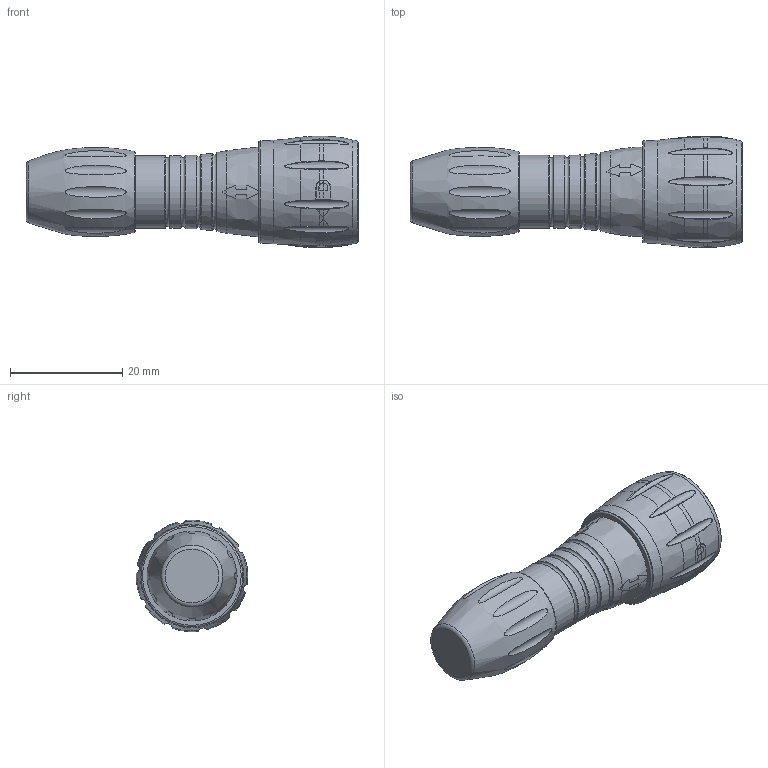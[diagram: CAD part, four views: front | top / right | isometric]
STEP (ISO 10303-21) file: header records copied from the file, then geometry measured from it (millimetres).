
FILE_DESCRIPTION(/* description */ (''),/* implementation_level */ '2;1');
FILE_NAME(/* name */ '99-0771-001-08-001_00.stp',/* time_stamp */ '2011-11-11T10:36:34+01:00',/* author */ (''),/* organization */ (''),/* preprocessor_version */ 'ST-DEVELOPER v11',/* originating_system */ 'UGS - NX 5.0',/* authorisation */ '');
FILE_SCHEMA (('CONFIG_CONTROL_DESIGN'));
Length unit declared in the file: millimetre
Products named in the file (1): kbor5A1Fhj8e
Bounding box: 59.2 x 19.92 x 19.88 mm (x, y, z)
Volume: 10849.4 mm3; surface area: 3867 mm2
Topology: 1 solids, 1 shells, 444 faces, 1136 edges, 710 vertices
Faces by surface type: cylinder 171, bspline 130, plane 89, torus 36, cone 13, sphere 5
Full cylindrical faces by diameter (mm): 2.75 x1, 13 x2, 14.9 x1, 18.2 x1
Entity records: 18512 total; most frequent: CARTESIAN_POINT 9015, ORIENTED_EDGE 2148, DIRECTION 1638, EDGE_CURVE 1074, VERTEX_POINT 688, AXIS2_PLACEMENT_3D 658, EDGE_LOOP 500, ADVANCED_FACE 444
